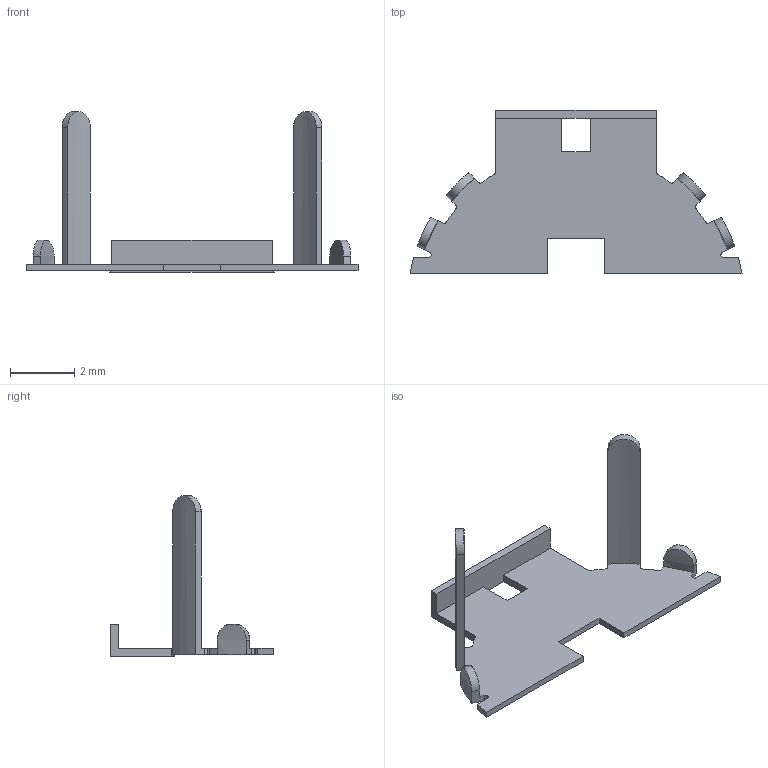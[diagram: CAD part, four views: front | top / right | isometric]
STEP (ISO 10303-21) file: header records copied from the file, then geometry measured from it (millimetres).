
FILE_DESCRIPTION (( 'STEP AP214' ), '1' );
FILE_NAME ('Pin_ (1)^Copy of STEP-WE-PD-1280-rev1 v2_DC-DC XL6009.STEP', '2023-02-25T15:48:52', ( '' ), ( '' ), 'SwSTEP 2.0', 'SolidWorks 2023', '' );
FILE_SCHEMA (( 'AUTOMOTIVE_DESIGN' ));
Length unit declared in the file: millimetre
Products named in the file (1): Pin_ (1)^Copy of STEP-WE-PD-1280-rev1 v2_DC-DC XL6009_Predeterminado
Bounding box: 10.34 x 5.1 x 5 mm (x, y, z)
Volume: 10.8 mm3; surface area: 110.5 mm2
Topology: 1 solids, 1 shells, 59 faces, 174 edges, 116 vertices
Faces by surface type: cylinder 32, plane 27
Entity records: 2061 total; most frequent: CARTESIAN_POINT 422, ORIENTED_EDGE 348, DIRECTION 336, EDGE_CURVE 174, LINE 116, VECTOR 116, VERTEX_POINT 116, AXIS2_PLACEMENT_3D 110
